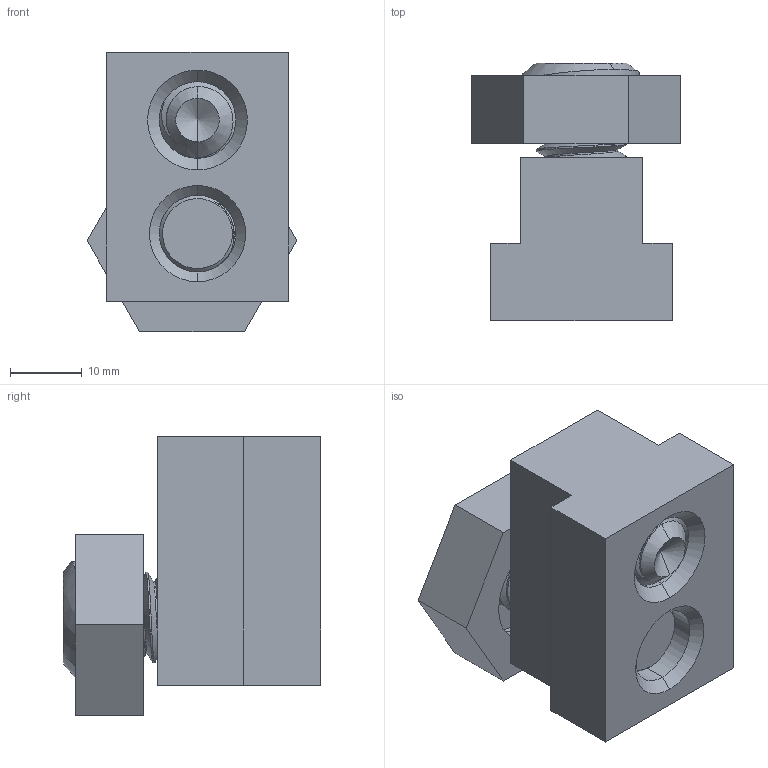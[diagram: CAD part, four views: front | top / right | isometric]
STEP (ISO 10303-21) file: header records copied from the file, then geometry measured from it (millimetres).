
FILE_DESCRIPTION (( 'STEP AP214' ), '1' );
FILE_NAME ('10426.STEP', '2020-10-08T13:43:36', ( 'Mike W' ), ( '' ), 'SwSTEP 2.0', 'SolidWorks 2018', '' );
FILE_SCHEMA (( 'AUTOMOTIVE_DESIGN' ));
Length unit declared in the file: inch
Products named in the file (7): 10208_10208; 10588_10588; 10373_10373; (TSN) T-Nut Assemblies (English& Metric Configured)_10719; TSN-Nut Bodies (Std Configured)_107191; 7161478 SSS_7161478 SSS; 10426
Assembly tree (6 placements, depth 3):
  10426
    (TSN) T-Nut Assemblies (English& Metric Configured)_10719
      7161478 SSS_7161478 SSS
      TSN-Nut Bodies (Std Configured)_107191
    10208_10208
      10373_10373
      10588_10588
Bounding box: 29.33 x 36.04 x 39.06 mm (x, y, z)
Volume: 20900.2 mm3; surface area: 11254.8 mm2
Topology: 4 solids, 4 shells, 143 faces, 355 edges, 220 vertices
Faces by surface type: cylinder 57, plane 42, cone 36, bspline 6, sphere 2
Entity records: 9854 total; most frequent: CARTESIAN_POINT 6501, ORIENTED_EDGE 702, DIRECTION 572, EDGE_CURVE 351, VERTEX_POINT 220, AXIS2_PLACEMENT_3D 211, EDGE_LOOP 153, VECTOR 150
